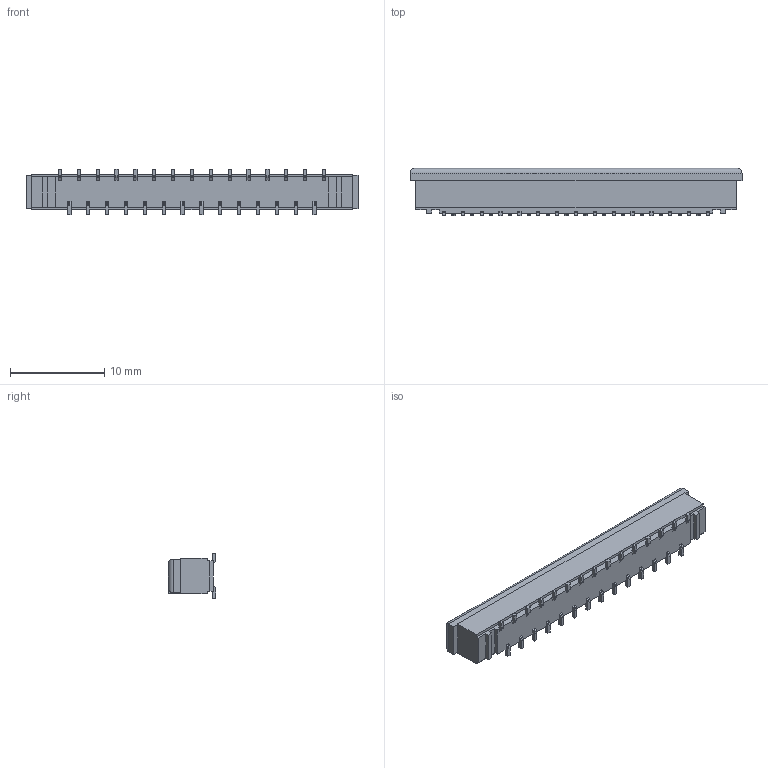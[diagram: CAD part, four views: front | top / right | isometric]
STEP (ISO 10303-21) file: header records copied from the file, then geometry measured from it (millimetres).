
FILE_DESCRIPTION(('STEP AP214'),'1');
FILE_NAME('ffc_fpc_affc10-29-100-svs-t.stp','2015-04-30T10:49:51',('TraceParts'),('TraceParts S.A.'),'XStep 1.0',' ',' ');
FILE_SCHEMA(('automotive_design'));
Length unit declared in the file: millimetre
Products named in the file (1): 1
Bounding box: 35.2 x 5 x 4.8 mm (x, y, z)
Volume: 556.3 mm3; surface area: 909.4 mm2
Topology: 1 solids, 1 shells, 1188 faces, 3550 edges, 2364 vertices
Faces by surface type: plane 1183, cylinder 5
Entity records: 78302 total; most frequent: CARTESIAN_POINT 7103, STYLED_ITEM 7102, PRESENTATION_STYLE_ASSIGNMENT 7102, COLOUR_RGB 7102, ORIENTED_EDGE 7100, DIRECTION 5934, EDGE_CURVE 3550, CURVE_STYLE 3550
